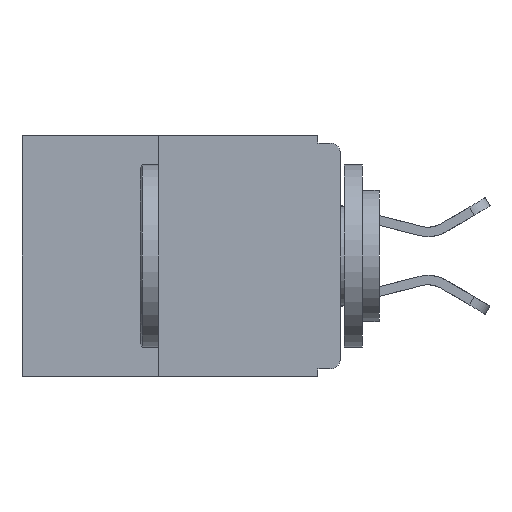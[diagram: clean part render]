
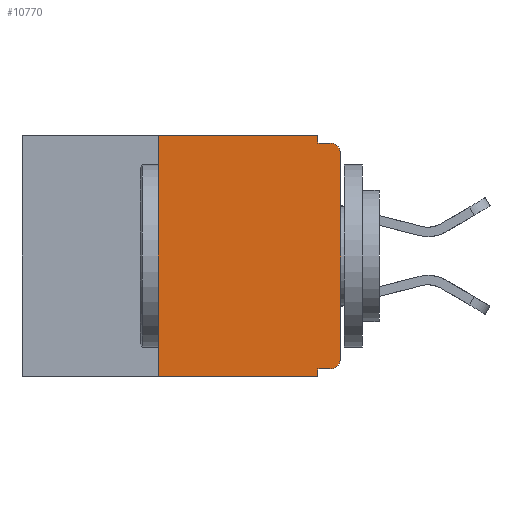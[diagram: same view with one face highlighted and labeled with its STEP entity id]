
A CAD part, left-side view. The second image highlights one B-rep face of the part: STEP entity #10770.
In plain terms, the highlighted planar face has unit normal (-1, 0, 0).
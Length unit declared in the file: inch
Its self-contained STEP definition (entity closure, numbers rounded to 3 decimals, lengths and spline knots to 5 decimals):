
#192 = EDGE_CURVE ( 'NONE', #7514, #13836, #1237, .T. ) ;
#1029 = EDGE_CURVE ( 'NONE', #7678, #2050, #24972, .T. ) ;
#1237 = LINE ( 'NONE', #11513, #6874 ) ;
#1431 = CARTESIAN_POINT ( 'NONE',  ( 0., 0.031, 0. ) ) ;
#1468 = ORIENTED_EDGE ( 'NONE', *, *, #15831, .F. ) ;
#1606 = EDGE_CURVE ( 'NONE', #2050, #4301, #17779, .T. ) ;
#2050 = VERTEX_POINT ( 'NONE', #16136 ) ;
#2070 = ORIENTED_EDGE ( 'NONE', *, *, #11421, .T. ) ;
#2205 = CARTESIAN_POINT ( 'NONE',  ( 0., 0.25, 0. ) ) ;
#2368 = EDGE_CURVE ( 'NONE', #7514, #23064, #19690, .T. ) ;
#3588 = DIRECTION ( 'NONE',  ( 0., 0., -1. ) ) ;
#4301 = VERTEX_POINT ( 'NONE', #4675 ) ;
#4514 = CARTESIAN_POINT ( 'NONE',  ( 0., 0.031, -0.32 ) ) ;
#4675 = CARTESIAN_POINT ( 'NONE',  ( 0., 0.015, -0.01 ) ) ;
#4877 = EDGE_CURVE ( 'NONE', #13836, #9452, #19873, .T. ) ;
#5039 = PLANE ( 'NONE',  #12577 ) ;
#6177 = CARTESIAN_POINT ( 'NONE',  ( 0., 0.031, -0.33 ) ) ;
#6233 = LINE ( 'NONE', #19401, #11095 ) ;
#6450 = AXIS2_PLACEMENT_3D ( 'NONE', #19564, #7191, #21508 ) ;
#6874 = VECTOR ( 'NONE', #10112, 39.37008 ) ;
#6902 = CIRCLE ( 'NONE', #6450, 0.015 ) ;
#7138 = DIRECTION ( 'NONE',  ( 0., 0., -1. ) ) ;
#7191 = DIRECTION ( 'NONE',  ( -1., 0., 0. ) ) ;
#7514 = VERTEX_POINT ( 'NONE', #17697 ) ;
#7678 = VERTEX_POINT ( 'NONE', #24246 ) ;
#9439 = LINE ( 'NONE', #1431, #19772 ) ;
#9452 = VERTEX_POINT ( 'NONE', #23073 ) ;
#9615 = VECTOR ( 'NONE', #9929, 39.37008 ) ;
#9710 = ORIENTED_EDGE ( 'NONE', *, *, #1029, .T. ) ;
#9929 = DIRECTION ( 'NONE',  ( 0., -1., 0. ) ) ;
#9954 = EDGE_CURVE ( 'NONE', #14385, #23064, #16352, .T. ) ;
#10112 = DIRECTION ( 'NONE',  ( 0., 0., 1. ) ) ;
#10486 = ORIENTED_EDGE ( 'NONE', *, *, #1606, .T. ) ;
#10770 = ADVANCED_FACE ( 'NONE', ( #22903 ), #5039, .F. ) ;
#11095 = VECTOR ( 'NONE', #11105, 39.37008 ) ;
#11105 = DIRECTION ( 'NONE',  ( 0., 1., 0. ) ) ;
#11335 = ORIENTED_EDGE ( 'NONE', *, *, #26423, .F. ) ;
#11367 = VERTEX_POINT ( 'NONE', #17189 ) ;
#11421 = EDGE_CURVE ( 'NONE', #11367, #7678, #6902, .T. ) ;
#11513 = CARTESIAN_POINT ( 'NONE',  ( 0., 0.25, -0.33 ) ) ;
#11786 = ORIENTED_EDGE ( 'NONE', *, *, #12239, .F. ) ;
#11903 = ORIENTED_EDGE ( 'NONE', *, *, #4877, .F. ) ;
#12061 = CARTESIAN_POINT ( 'NONE',  ( 0., 0., 0. ) ) ;
#12239 = EDGE_CURVE ( 'NONE', #9452, #21450, #9439, .T. ) ;
#12577 = AXIS2_PLACEMENT_3D ( 'NONE', #25257, #19509, #7138 ) ;
#12853 = ORIENTED_EDGE ( 'NONE', *, *, #192, .F. ) ;
#13078 = CARTESIAN_POINT ( 'NONE',  ( 0., 0.031, -0.01 ) ) ;
#13746 = DIRECTION ( 'NONE',  ( 0., -1., 0. ) ) ;
#13782 = CARTESIAN_POINT ( 'NONE',  ( 0., 0.437, 0. ) ) ;
#13836 = VERTEX_POINT ( 'NONE', #2205 ) ;
#14192 = CARTESIAN_POINT ( 'NONE',  ( 0., 0.031, -0.33 ) ) ;
#14253 = VECTOR ( 'NONE', #14275, 39.37008 ) ;
#14275 = DIRECTION ( 'NONE',  ( 0., -1., 0. ) ) ;
#14385 = VERTEX_POINT ( 'NONE', #4514 ) ;
#14606 = CARTESIAN_POINT ( 'NONE',  ( 0., 0.015, -0.025 ) ) ;
#14925 = ORIENTED_EDGE ( 'NONE', *, *, #2368, .T. ) ;
#15831 = EDGE_CURVE ( 'NONE', #11367, #14385, #6233, .T. ) ;
#16132 = CARTESIAN_POINT ( 'NONE',  ( 0., 0., -0.01 ) ) ;
#16136 = CARTESIAN_POINT ( 'NONE',  ( 0., 0., -0.025 ) ) ;
#16352 = LINE ( 'NONE', #6177, #25723 ) ;
#17189 = CARTESIAN_POINT ( 'NONE',  ( 0., 0.015, -0.32 ) ) ;
#17414 = AXIS2_PLACEMENT_3D ( 'NONE', #14606, #25670, #25637 ) ;
#17697 = CARTESIAN_POINT ( 'NONE',  ( 0., 0.25, -0.33 ) ) ;
#17757 = ORIENTED_EDGE ( 'NONE', *, *, #9954, .F. ) ;
#17779 = CIRCLE ( 'NONE', #17414, 0.015 ) ;
#19116 = VECTOR ( 'NONE', #22332, 39.37008 ) ;
#19401 = CARTESIAN_POINT ( 'NONE',  ( 0., 0., -0.32 ) ) ;
#19509 = DIRECTION ( 'NONE',  ( 1., 0., 0. ) ) ;
#19564 = CARTESIAN_POINT ( 'NONE',  ( 0., 0.015, -0.305 ) ) ;
#19690 = LINE ( 'NONE', #25013, #14253 ) ;
#19772 = VECTOR ( 'NONE', #3588, 39.37008 ) ;
#19873 = LINE ( 'NONE', #13782, #24501 ) ;
#20582 = DIRECTION ( 'NONE',  ( 0., 0., -1. ) ) ;
#21450 = VERTEX_POINT ( 'NONE', #13078 ) ;
#21508 = DIRECTION ( 'NONE',  ( 0., 0., -1. ) ) ;
#22332 = DIRECTION ( 'NONE',  ( 0., 0., 1. ) ) ;
#22903 = FACE_OUTER_BOUND ( 'NONE', #23885, .T. ) ;
#23064 = VERTEX_POINT ( 'NONE', #14192 ) ;
#23073 = CARTESIAN_POINT ( 'NONE',  ( 0., 0.031, 0. ) ) ;
#23885 = EDGE_LOOP ( 'NONE', ( #9710, #10486, #11335, #11786, #11903, #12853, #14925, #17757, #1468, #2070 ) ) ;
#24246 = CARTESIAN_POINT ( 'NONE',  ( 0., 0., -0.305 ) ) ;
#24501 = VECTOR ( 'NONE', #13746, 39.37008 ) ;
#24972 = LINE ( 'NONE', #12061, #19116 ) ;
#25013 = CARTESIAN_POINT ( 'NONE',  ( 0., 0.437, -0.33 ) ) ;
#25257 = CARTESIAN_POINT ( 'NONE',  ( 0., 0.437, 0. ) ) ;
#25637 = DIRECTION ( 'NONE',  ( 0., 0., -1. ) ) ;
#25670 = DIRECTION ( 'NONE',  ( -1., 0., 0. ) ) ;
#25723 = VECTOR ( 'NONE', #20582, 39.37008 ) ;
#25776 = LINE ( 'NONE', #16132, #9615 ) ;
#26423 = EDGE_CURVE ( 'NONE', #21450, #4301, #25776, .T. ) ;
